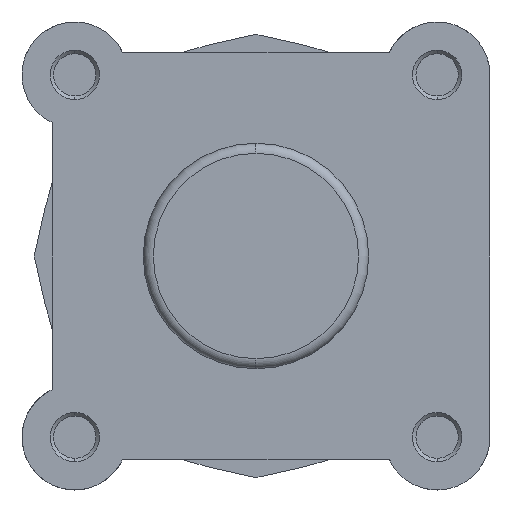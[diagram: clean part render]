
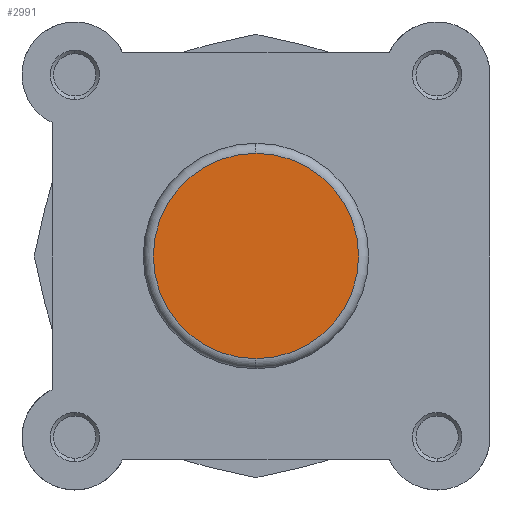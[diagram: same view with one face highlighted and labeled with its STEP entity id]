
A CAD part, left-side view. The second image highlights one B-rep face of the part: STEP entity #2991.
In plain terms, the highlighted planar face has unit normal (-1, 0, 0).
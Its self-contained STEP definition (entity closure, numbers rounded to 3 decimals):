
#272 = ORIENTED_EDGE ( 'NONE', *, *, #1822, .T. ) ;
#502 = ORIENTED_EDGE ( 'NONE', *, *, #5793, .T. ) ;
#718 = VERTEX_POINT ( 'NONE', #2695 ) ;
#736 = VERTEX_POINT ( 'NONE', #2705 ) ;
#937 = CIRCLE ( 'NONE', #1956, 20.4 ) ;
#1194 = FACE_OUTER_BOUND ( 'NONE', #4918, .T. ) ;
#1822 = EDGE_CURVE ( 'NONE', #718, #736, #937, .T. ) ;
#1956 = AXIS2_PLACEMENT_3D ( 'NONE', #2717, #2723, #2794 ) ;
#2084 = AXIS2_PLACEMENT_3D ( 'NONE', #3470, #3473, #3474 ) ;
#2330 = AXIS2_PLACEMENT_3D ( 'NONE', #4578, #4585, #4586 ) ;
#2695 = CARTESIAN_POINT ( 'NONE',  ( 0., 0., 20.4 ) ) ;
#2705 = CARTESIAN_POINT ( 'NONE',  ( 0., 0., -20.4 ) ) ;
#2717 = CARTESIAN_POINT ( 'NONE',  ( 0., 0., 0. ) ) ;
#2723 = DIRECTION ( 'NONE',  ( -1., 0., 0. ) ) ;
#2794 = DIRECTION ( 'NONE',  ( 0., 0., -1. ) ) ;
#2991 = ADVANCED_FACE ( 'NONE', ( #1194 ), #3471, .F. ) ;
#3470 = CARTESIAN_POINT ( 'NONE',  ( 0., 0., 0. ) ) ;
#3471 = PLANE ( 'NONE',  #2084 ) ;
#3473 = DIRECTION ( 'NONE',  ( 1., 0., 0. ) ) ;
#3474 = DIRECTION ( 'NONE',  ( 0., 0., -1. ) ) ;
#4578 = CARTESIAN_POINT ( 'NONE',  ( 0., 0., 0. ) ) ;
#4585 = DIRECTION ( 'NONE',  ( -1., 0., 0. ) ) ;
#4586 = DIRECTION ( 'NONE',  ( 0., 0., -1. ) ) ;
#4809 = CIRCLE ( 'NONE', #2330, 20.4 ) ;
#4918 = EDGE_LOOP ( 'NONE', ( #502, #272 ) ) ;
#5793 = EDGE_CURVE ( 'NONE', #736, #718, #4809, .T. ) ;
